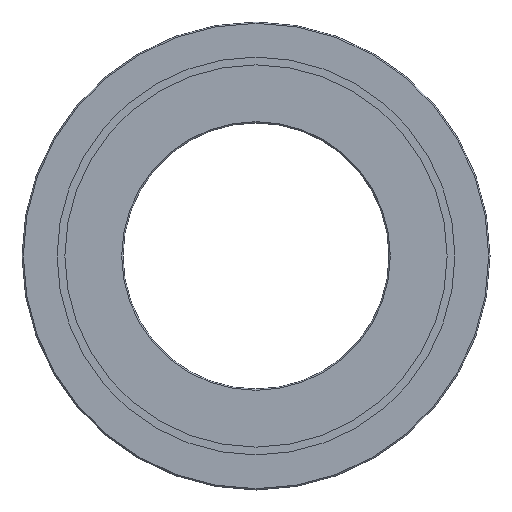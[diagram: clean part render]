
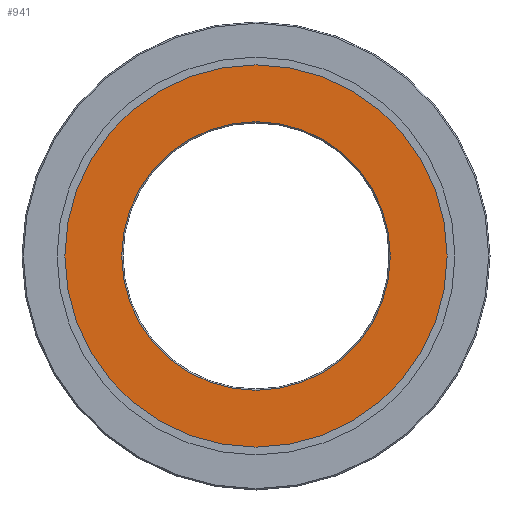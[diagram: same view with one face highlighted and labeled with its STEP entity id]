
A CAD part, front view. The second image highlights one B-rep face of the part: STEP entity #941.
In plain terms, the highlighted planar face has unit normal (0, -1, 0).
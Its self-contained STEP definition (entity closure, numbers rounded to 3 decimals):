
#33 = DIRECTION ( 'NONE',  ( 0., 0., 1. ) ) ;
#128 = ORIENTED_EDGE ( 'NONE', *, *, #286, .T. ) ;
#169 = CARTESIAN_POINT ( 'NONE',  ( 0., 0., 73.5 ) ) ;
#278 = DIRECTION ( 'NONE',  ( 0., 0., 1. ) ) ;
#286 = EDGE_CURVE ( 'NONE', #349, #530, #911, .T. ) ;
#305 = VERTEX_POINT ( 'NONE', #169 ) ;
#349 = VERTEX_POINT ( 'NONE', #1070 ) ;
#374 = CIRCLE ( 'NONE', #501, 51.65 ) ;
#418 = CARTESIAN_POINT ( 'NONE',  ( 0., 0., 0. ) ) ;
#498 = DIRECTION ( 'NONE',  ( 0., -1., 0. ) ) ;
#501 = AXIS2_PLACEMENT_3D ( 'NONE', #945, #963, #33 ) ;
#530 = VERTEX_POINT ( 'NONE', #1248 ) ;
#560 = EDGE_LOOP ( 'NONE', ( #1324, #128 ) ) ;
#580 = DIRECTION ( 'NONE',  ( 0., -1., 0. ) ) ;
#640 = DIRECTION ( 'NONE',  ( 0., 0., 1. ) ) ;
#671 = DIRECTION ( 'NONE',  ( 0., 1., 0. ) ) ;
#701 = ORIENTED_EDGE ( 'NONE', *, *, #1534, .T. ) ;
#719 = AXIS2_PLACEMENT_3D ( 'NONE', #1249, #498, #958 ) ;
#770 = ORIENTED_EDGE ( 'NONE', *, *, #1918, .T. ) ;
#794 = CARTESIAN_POINT ( 'NONE',  ( -51.15, 0., 0. ) ) ;
#804 = FACE_OUTER_BOUND ( 'NONE', #1711, .T. ) ;
#813 = FACE_BOUND ( 'NONE', #560, .T. ) ;
#859 = AXIS2_PLACEMENT_3D ( 'NONE', #418, #580, #1022 ) ;
#911 = CIRCLE ( 'NONE', #1741, 51.65 ) ;
#914 = EDGE_CURVE ( 'NONE', #530, #349, #374, .T. ) ;
#941 = ADVANCED_FACE ( 'NONE', ( #813, #804 ), #1532, .F. ) ;
#945 = CARTESIAN_POINT ( 'NONE',  ( 0., 0., 0. ) ) ;
#958 = DIRECTION ( 'NONE',  ( 0., 0., -1. ) ) ;
#963 = DIRECTION ( 'NONE',  ( 0., 1., 0. ) ) ;
#1022 = DIRECTION ( 'NONE',  ( 0., 0., -1. ) ) ;
#1070 = CARTESIAN_POINT ( 'NONE',  ( 0., 0., 51.65 ) ) ;
#1168 = CARTESIAN_POINT ( 'NONE',  ( 0., 0., 0. ) ) ;
#1175 = DIRECTION ( 'NONE',  ( 0., 1., 0. ) ) ;
#1211 = VERTEX_POINT ( 'NONE', #1772 ) ;
#1248 = CARTESIAN_POINT ( 'NONE',  ( 0., 0., -51.65 ) ) ;
#1249 = CARTESIAN_POINT ( 'NONE',  ( 0., 0., 0. ) ) ;
#1324 = ORIENTED_EDGE ( 'NONE', *, *, #914, .T. ) ;
#1385 = CIRCLE ( 'NONE', #859, 73.5 ) ;
#1446 = CIRCLE ( 'NONE', #719, 73.5 ) ;
#1469 = AXIS2_PLACEMENT_3D ( 'NONE', #794, #671, #640 ) ;
#1532 = PLANE ( 'NONE',  #1469 ) ;
#1534 = EDGE_CURVE ( 'NONE', #1211, #305, #1446, .T. ) ;
#1711 = EDGE_LOOP ( 'NONE', ( #701, #770 ) ) ;
#1741 = AXIS2_PLACEMENT_3D ( 'NONE', #1168, #1175, #278 ) ;
#1772 = CARTESIAN_POINT ( 'NONE',  ( 0., 0., -73.5 ) ) ;
#1918 = EDGE_CURVE ( 'NONE', #305, #1211, #1385, .T. ) ;
